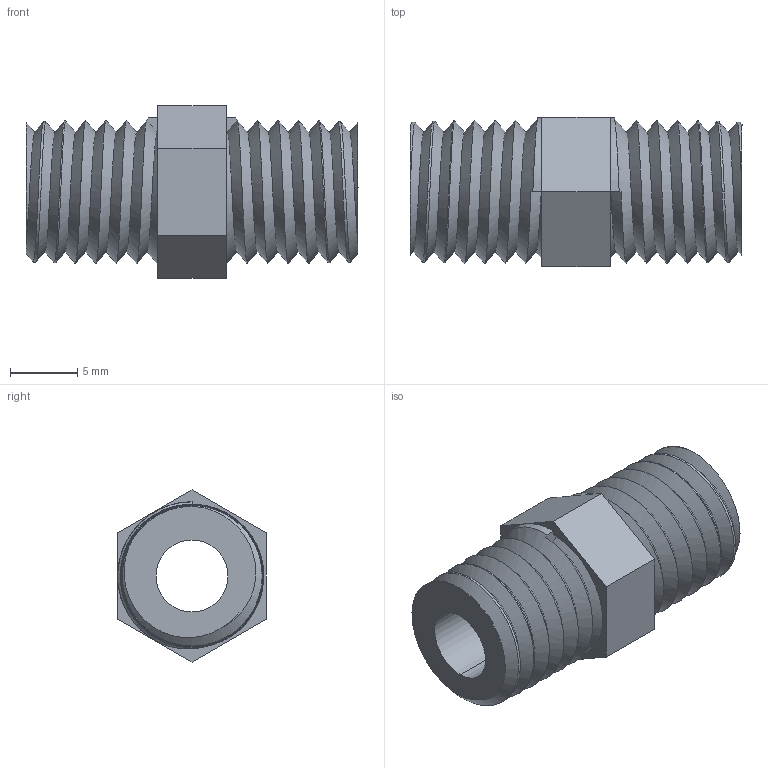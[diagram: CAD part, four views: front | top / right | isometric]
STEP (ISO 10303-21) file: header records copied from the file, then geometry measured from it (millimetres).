
FILE_DESCRIPTION (( 'STEP AP203' ), '1' );
FILE_NAME ('BFMC-18N.step', '2016-02-15T20:05:40', ( '' ), ( '' ), 'SwSTEP 2.0', 'SolidWorks 2015', '' );
FILE_SCHEMA (( 'CONFIG_CONTROL_DESIGN' ));
Length unit declared in the file: inch
Products named in the file (1): BFMC-18N
Bounding box: 24.77 x 11.11 x 12.83 mm (x, y, z)
Volume: 1477.3 mm3; surface area: 1691.8 mm2
Topology: 1 solids, 1 shells, 36 faces, 94 edges, 62 vertices
Faces by surface type: cone 16, plane 12, bspline 6, cylinder 2
Entity records: 4285 total; most frequent: CARTESIAN_POINT 3411, ORIENTED_EDGE 188, DIRECTION 128, EDGE_CURVE 94, VERTEX_POINT 62, AXIS2_PLACEMENT_3D 43, LINE 42, VECTOR 42
